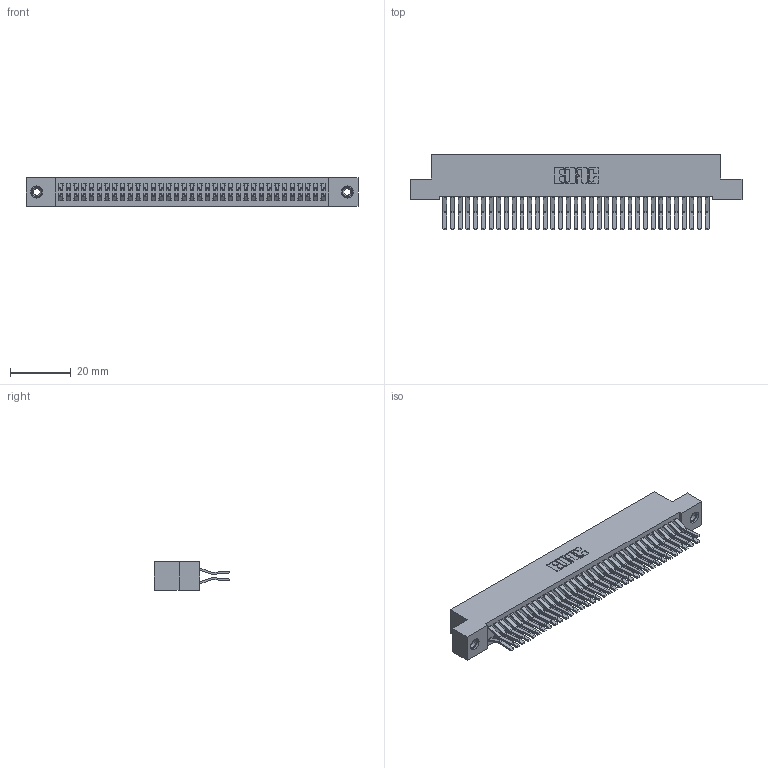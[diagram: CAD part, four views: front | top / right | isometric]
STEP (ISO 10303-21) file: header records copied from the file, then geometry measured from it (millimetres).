
FILE_DESCRIPTION (( 'STEP AP203' ), '1' );
FILE_NAME ('342-070-560-208.STEP', '2018-08-13T09:50:26', ( '' ), ( '' ), 'SwSTEP 2.0', 'SolidWorks 2016', '' );
FILE_SCHEMA (( 'CONFIG_CONTROL_DESIGN' ));
Length unit declared in the file: inch
Products named in the file (4): 342-070-560-208; 342 Part_TI; 345-292-001_560 Tail; 345-250-001_345-250-003-102
Assembly tree (73 placements, depth 2):
  342-070-560-208
    342 Part_TI
    345-292-001_560 Tail  x70
    345-250-001_345-250-003-102  x2
Bounding box: 109.22 x 24.78 x 9.4 mm (x, y, z)
Volume: 10234.2 mm3; surface area: 17598.4 mm2
Topology: 73 solids, 73 shells, 3950 faces, 11705 edges, 7702 vertices
Faces by surface type: plane 2618, cylinder 1316, cone 12, torus 4
Entity records: 24564 total; most frequent: CARTESIAN_POINT 4061, ORIENTED_EDGE 3990, DIRECTION 3517, EDGE_CURVE 1995, LINE 1843, VECTOR 1843, VERTEX_POINT 1324, AXIS2_PLACEMENT_3D 837
